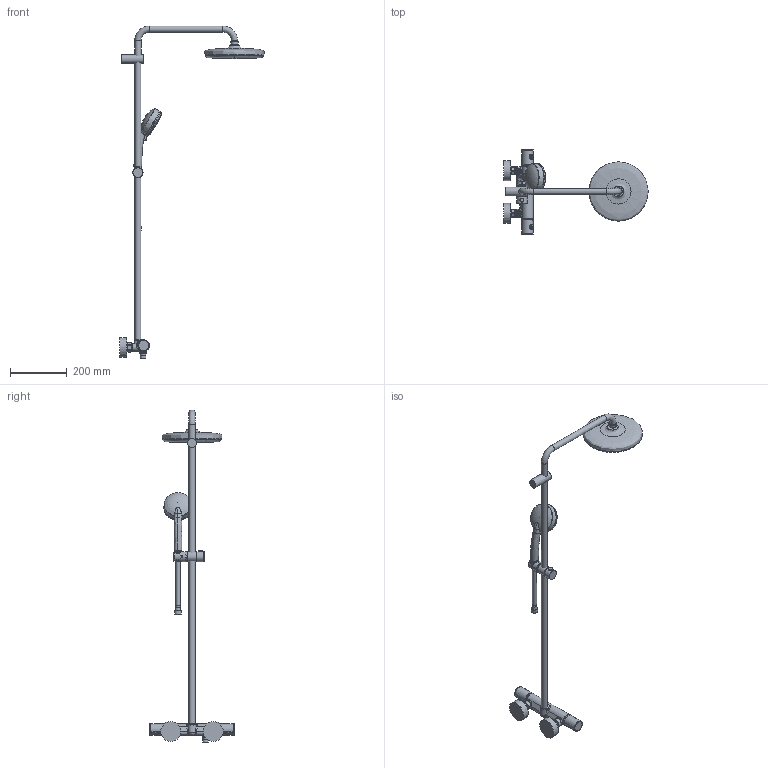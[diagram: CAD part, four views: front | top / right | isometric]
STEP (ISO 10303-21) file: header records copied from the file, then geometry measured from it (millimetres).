
FILE_DESCRIPTION(/* description */ ('Unknown'),/* implementation_level */ '2;1');
FILE_NAME(/* name */ '26719000',/* time_stamp */ '2022-08-26T13:09:09+02:00',/* author */ ('Unknown'),/* organization */ ('GROHE AG'),/* preprocessor_version */ 'ST-DEVELOPER v16.7',/* originating_system */ 'DEX',/* authorisation */ $);
FILE_SCHEMA (('AUTOMOTIVE_DESIGN {1 0 10303 214 3 1 1}'));
Length unit declared in the file: millimetre
Products named in the file (35): 26719000; plane; 26719000_0; 26719000_1; 26719000_2; 26719000_3; 26719000_4; 26719000_5; 26719000_6; 26719000_7; 081107 GTM1000C Handles Update02; 081107 GTM1000C Handles Update02_0; 26719000_8; 081107 GTM1000C Handles Update02_1; 26719000_9; 081107 GTM1000C Handles Update02_2; 26719000_10; 26719000_11; 26719000_12; 26719000_13; 26719000_14; 26719000_15; trim_sur; 26719000_16; 26719000_17; 26719000_18; 26719000_19; 26719000_20; 26719000_21; 26719000_22; 26719000_23; 26719000_24; 26719000_25; 26719000_26
Assembly tree (34 placements, depth 2):
  26719000
    26719000
    plane
    26719000_0
    26719000_1
    26719000_2
    26719000_3
    26719000_4
    26719000_5
    26719000_6
    26719000_7
    081107 GTM1000C Handles Update02
    081107 GTM1000C Handles Update02_0
    26719000_8
    081107 GTM1000C Handles Update02_1
    26719000_9
    081107 GTM1000C Handles Update02_2
    26719000_10
    26719000_11
    26719000_12
    26719000_13
    26719000_14
    26719000_15
    trim_sur
    26719000_16
    26719000_17
    26719000_18
    26719000_19
    26719000_20
    26719000_21
    26719000_22
    26719000_23
    26719000_24
    26719000_25
    26719000_26
Bounding box: 508.48 x 298.45 x 1168.88 mm (x, y, z)
Volume: 2544175.5 mm3; surface area: 578081.5 mm2
Topology: 34 solids, 36 shells, 2021 faces, 7012 edges, 4960 vertices
Faces by surface type: cylinder 610, bspline 609, plane 477, torus 164, sphere 105, cone 56
Full cylindrical faces by diameter (mm): 2 x2, 2.8 x51, 4.1 x126, 9 x1, 12.2 x1, 12.35 x1, 12.4 x1, 12.55 x1, 13 x1, 13.5 x1, 14 x2, 15 x2, 15.6 x1, 16 x1, 17.5 x2, 18 x2, 18.2 x1, 18.4 x1, 18.5 x1, 18.7 x4, 19 x4, 19.3 x1, 19.9 x1, 20 x2, 20.5 x1, 20.9 x4, 20.955 x1, 20.96 x1, 21.5 x1, 21.8 x1
Entity records: 106365 total; most frequent: CARTESIAN_POINT 48917, ORIENTED_EDGE 12842, DIRECTION 6622, EDGE_CURVE 6421, VERTEX_POINT 4816, B_SPLINE_CURVE_WITH_KNOTS 4155, AXIS2_PLACEMENT_3D 2909, FACE_BOUND 2629
